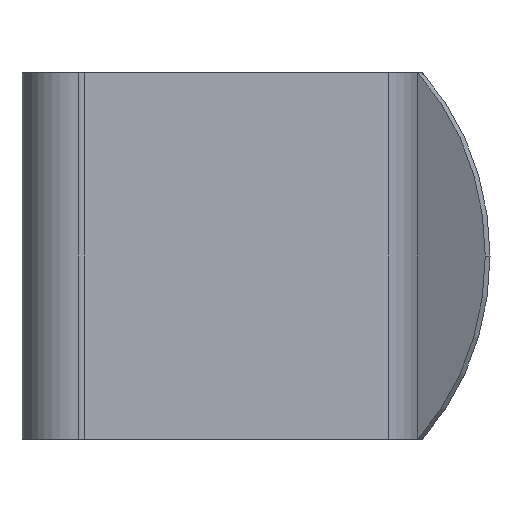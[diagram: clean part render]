
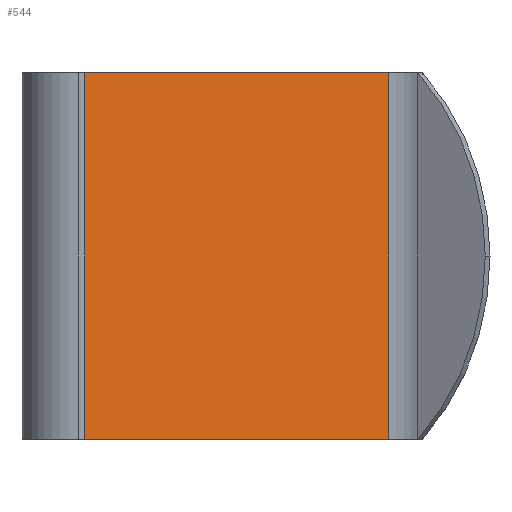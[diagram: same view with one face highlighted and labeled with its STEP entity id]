
A CAD part, left-side view. The second image highlights one B-rep face of the part: STEP entity #544.
In plain terms, the highlighted planar face has unit normal (-0.994, -0.11, 0).
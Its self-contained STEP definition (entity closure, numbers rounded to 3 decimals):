
#75 = LINE ( 'NONE', #248, #1071 ) ;
#104 = VECTOR ( 'NONE', #485, 1000. ) ;
#173 = CARTESIAN_POINT ( 'NONE',  ( -9.276, -2.845, 3.9 ) ) ;
#243 = DIRECTION ( 'NONE',  ( 0., 0., -1. ) ) ;
#248 = CARTESIAN_POINT ( 'NONE',  ( -9.276, -2.845, 3.9 ) ) ;
#254 = VECTOR ( 'NONE', #1044, 1000. ) ;
#281 = VERTEX_POINT ( 'NONE', #654 ) ;
#322 = CARTESIAN_POINT ( 'NONE',  ( -10.25, 6., -3.9 ) ) ;
#328 = EDGE_CURVE ( 'NONE', #558, #664, #860, .T. ) ;
#367 = EDGE_CURVE ( 'NONE', #408, #281, #75, .T. ) ;
#408 = VERTEX_POINT ( 'NONE', #173 ) ;
#461 = ORIENTED_EDGE ( 'NONE', *, *, #1165, .T. ) ;
#481 = CARTESIAN_POINT ( 'NONE',  ( -9.989, 3.627, 3.9 ) ) ;
#485 = DIRECTION ( 'NONE',  ( 0., 0., -1. ) ) ;
#489 = DIRECTION ( 'NONE',  ( -0.109, 0.994, 0. ) ) ;
#509 = VECTOR ( 'NONE', #489, 1000. ) ;
#518 = LINE ( 'NONE', #322, #254 ) ;
#544 = ADVANCED_FACE ( 'NONE', ( #561 ), #1117, .T. ) ;
#558 = VERTEX_POINT ( 'NONE', #1031 ) ;
#561 = FACE_OUTER_BOUND ( 'NONE', #641, .T. ) ;
#632 = AXIS2_PLACEMENT_3D ( 'NONE', #1131, #1142, #1066 ) ;
#641 = EDGE_LOOP ( 'NONE', ( #907, #1148, #461, #940 ) ) ;
#654 = CARTESIAN_POINT ( 'NONE',  ( -9.276, -2.845, -3.9 ) ) ;
#662 = CARTESIAN_POINT ( 'NONE',  ( -9.989, 3.627, -3.9 ) ) ;
#664 = VERTEX_POINT ( 'NONE', #662 ) ;
#739 = LINE ( 'NONE', #1212, #509 ) ;
#860 = LINE ( 'NONE', #481, #104 ) ;
#885 = EDGE_CURVE ( 'NONE', #281, #664, #518, .T. ) ;
#907 = ORIENTED_EDGE ( 'NONE', *, *, #885, .F. ) ;
#940 = ORIENTED_EDGE ( 'NONE', *, *, #328, .T. ) ;
#1031 = CARTESIAN_POINT ( 'NONE',  ( -9.989, 3.627, 3.9 ) ) ;
#1044 = DIRECTION ( 'NONE',  ( -0.109, 0.994, 0. ) ) ;
#1066 = DIRECTION ( 'NONE',  ( 0.109, -0.994, 0. ) ) ;
#1071 = VECTOR ( 'NONE', #243, 1000. ) ;
#1117 = PLANE ( 'NONE',  #632 ) ;
#1131 = CARTESIAN_POINT ( 'NONE',  ( -10.25, 6., 3.9 ) ) ;
#1142 = DIRECTION ( 'NONE',  ( -0.994, -0.109, 0. ) ) ;
#1148 = ORIENTED_EDGE ( 'NONE', *, *, #367, .F. ) ;
#1165 = EDGE_CURVE ( 'NONE', #408, #558, #739, .T. ) ;
#1212 = CARTESIAN_POINT ( 'NONE',  ( -10.25, 6., 3.9 ) ) ;
